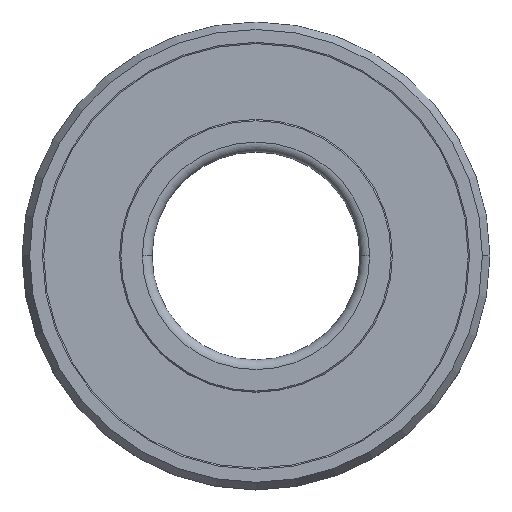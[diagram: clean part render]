
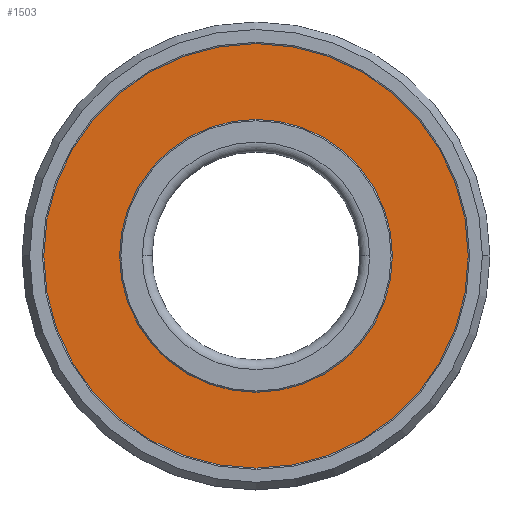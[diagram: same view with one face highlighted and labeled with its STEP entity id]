
A CAD part, top view. The second image highlights one B-rep face of the part: STEP entity #1503.
In plain terms, the highlighted planar face has unit normal (0, 0, 1).
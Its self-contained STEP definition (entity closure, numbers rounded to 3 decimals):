
#34 = VERTEX_POINT ( 'NONE', #78 ) ;
#78 = CARTESIAN_POINT ( 'NONE',  ( -4.083, 0., 1.25 ) ) ;
#82 = PLANE ( 'NONE',  #1163 ) ;
#111 = FACE_OUTER_BOUND ( 'NONE', #1390, .T. ) ;
#145 = VERTEX_POINT ( 'NONE', #1197 ) ;
#199 = DIRECTION ( 'NONE',  ( 0., 0., 1. ) ) ;
#213 = CARTESIAN_POINT ( 'NONE',  ( -2.625, 0., 1.25 ) ) ;
#277 = VERTEX_POINT ( 'NONE', #386 ) ;
#352 = AXIS2_PLACEMENT_3D ( 'NONE', #1475, #883, #662 ) ;
#368 = DIRECTION ( 'NONE',  ( 1., 0., 0. ) ) ;
#386 = CARTESIAN_POINT ( 'NONE',  ( 4.083, 0., 1.25 ) ) ;
#424 = ORIENTED_EDGE ( 'NONE', *, *, #817, .F. ) ;
#430 = DIRECTION ( 'NONE',  ( 1., 0., 0. ) ) ;
#443 = ORIENTED_EDGE ( 'NONE', *, *, #497, .F. ) ;
#462 = DIRECTION ( 'NONE',  ( 0., 0., 1. ) ) ;
#473 = VERTEX_POINT ( 'NONE', #213 ) ;
#497 = EDGE_CURVE ( 'NONE', #473, #145, #909, .T. ) ;
#534 = CIRCLE ( 'NONE', #1366, 4.083 ) ;
#585 = CARTESIAN_POINT ( 'NONE',  ( 0., 0., 1.25 ) ) ;
#598 = AXIS2_PLACEMENT_3D ( 'NONE', #823, #1071, #368 ) ;
#613 = EDGE_CURVE ( 'NONE', #34, #277, #534, .T. ) ;
#662 = DIRECTION ( 'NONE',  ( 1., 0., 0. ) ) ;
#670 = DIRECTION ( 'NONE',  ( 1., 0., 0. ) ) ;
#702 = DIRECTION ( 'NONE',  ( 1., 0., 0. ) ) ;
#711 = EDGE_CURVE ( 'NONE', #277, #34, #725, .T. ) ;
#725 = CIRCLE ( 'NONE', #598, 4.083 ) ;
#744 = FACE_BOUND ( 'NONE', #1140, .T. ) ;
#817 = EDGE_CURVE ( 'NONE', #145, #473, #1200, .T. ) ;
#823 = CARTESIAN_POINT ( 'NONE',  ( 0., 0., 1.25 ) ) ;
#883 = DIRECTION ( 'NONE',  ( 0., 0., 1. ) ) ;
#909 = CIRCLE ( 'NONE', #352, 2.625 ) ;
#930 = CARTESIAN_POINT ( 'NONE',  ( 0., 0., 1.25 ) ) ;
#1048 = ORIENTED_EDGE ( 'NONE', *, *, #711, .T. ) ;
#1065 = AXIS2_PLACEMENT_3D ( 'NONE', #930, #1411, #702 ) ;
#1071 = DIRECTION ( 'NONE',  ( 0., 0., 1. ) ) ;
#1140 = EDGE_LOOP ( 'NONE', ( #424, #443 ) ) ;
#1163 = AXIS2_PLACEMENT_3D ( 'NONE', #1226, #199, #430 ) ;
#1197 = CARTESIAN_POINT ( 'NONE',  ( 2.625, 0., 1.25 ) ) ;
#1200 = CIRCLE ( 'NONE', #1065, 2.625 ) ;
#1226 = CARTESIAN_POINT ( 'NONE',  ( 0., -2.625, 1.25 ) ) ;
#1366 = AXIS2_PLACEMENT_3D ( 'NONE', #585, #462, #670 ) ;
#1390 = EDGE_LOOP ( 'NONE', ( #1048, #1471 ) ) ;
#1411 = DIRECTION ( 'NONE',  ( 0., 0., 1. ) ) ;
#1471 = ORIENTED_EDGE ( 'NONE', *, *, #613, .T. ) ;
#1475 = CARTESIAN_POINT ( 'NONE',  ( 0., 0., 1.25 ) ) ;
#1503 = ADVANCED_FACE ( 'NONE', ( #111, #744 ), #82, .T. ) ;
